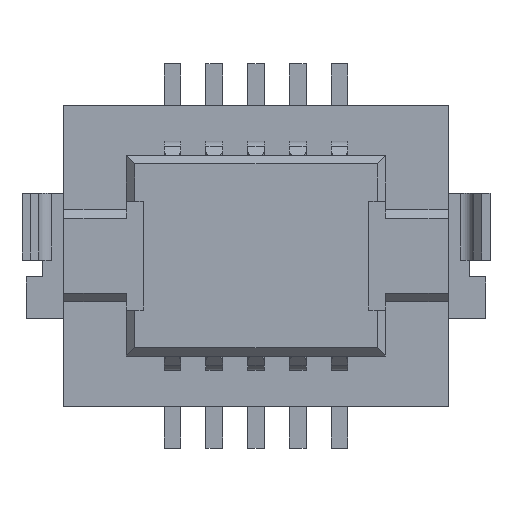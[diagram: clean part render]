
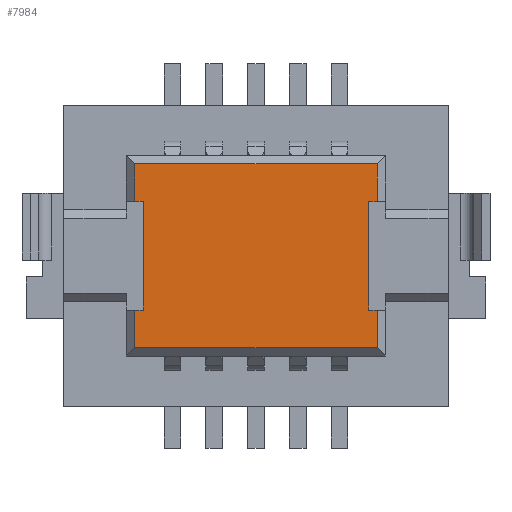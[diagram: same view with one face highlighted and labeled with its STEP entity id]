
A CAD part, top view. The second image highlights one B-rep face of the part: STEP entity #7984.
In plain terms, the highlighted planar face has unit normal (0, 0, 1).
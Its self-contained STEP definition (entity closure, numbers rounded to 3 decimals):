
#481=FACE_OUTER_BOUND('',#879,.T.);
#879=EDGE_LOOP('',(#6569,#6570,#6571,#6572,#6573,#6574,#6575,#6576,#6577,
#6578,#6579,#6580));
#1208=LINE('',#11091,#2214);
#1236=LINE('',#11151,#2242);
#1251=LINE('',#11180,#2257);
#1330=LINE('',#11349,#2336);
#1381=LINE('',#11468,#2387);
#1813=LINE('',#12434,#2819);
#1815=LINE('',#12438,#2821);
#1816=LINE('',#12440,#2822);
#1817=LINE('',#12442,#2823);
#1818=LINE('',#12444,#2824);
#1819=LINE('',#12446,#2825);
#1820=LINE('',#12447,#2826);
#2214=VECTOR('',#8956,1.);
#2242=VECTOR('',#8998,1.);
#2257=VECTOR('',#9021,1.);
#2336=VECTOR('',#9148,1.);
#2387=VECTOR('',#9257,1.);
#2819=VECTOR('',#10191,1.);
#2821=VECTOR('',#10195,1.);
#2822=VECTOR('',#10196,1.);
#2823=VECTOR('',#10197,1.);
#2824=VECTOR('',#10198,1.);
#2825=VECTOR('',#10199,1.);
#2826=VECTOR('',#10200,1.);
#3163=VERTEX_POINT('',#11088);
#3164=VERTEX_POINT('',#11090);
#3188=VERTEX_POINT('',#11149);
#3189=VERTEX_POINT('',#11150);
#3199=VERTEX_POINT('',#11178);
#3304=VERTEX_POINT('',#11467);
#3587=VERTEX_POINT('',#12433);
#3588=VERTEX_POINT('',#12437);
#3589=VERTEX_POINT('',#12439);
#3590=VERTEX_POINT('',#12441);
#3591=VERTEX_POINT('',#12443);
#3592=VERTEX_POINT('',#12445);
#3945=EDGE_CURVE('',#3164,#3163,#1208,.T.);
#3973=EDGE_CURVE('',#3188,#3189,#1236,.T.);
#3988=EDGE_CURVE('',#3163,#3199,#1251,.T.);
#4070=EDGE_CURVE('',#3199,#3188,#1330,.T.);
#4129=EDGE_CURVE('',#3304,#3164,#1381,.T.);
#4617=EDGE_CURVE('',#3304,#3587,#1813,.T.);
#4619=EDGE_CURVE('',#3189,#3588,#1815,.T.);
#4620=EDGE_CURVE('',#3588,#3589,#1816,.T.);
#4621=EDGE_CURVE('',#3589,#3590,#1817,.T.);
#4622=EDGE_CURVE('',#3590,#3591,#1818,.T.);
#4623=EDGE_CURVE('',#3591,#3592,#1819,.T.);
#4624=EDGE_CURVE('',#3592,#3587,#1820,.T.);
#6569=ORIENTED_EDGE('',*,*,#4619,.T.);
#6570=ORIENTED_EDGE('',*,*,#4620,.T.);
#6571=ORIENTED_EDGE('',*,*,#4621,.T.);
#6572=ORIENTED_EDGE('',*,*,#4622,.T.);
#6573=ORIENTED_EDGE('',*,*,#4623,.T.);
#6574=ORIENTED_EDGE('',*,*,#4624,.T.);
#6575=ORIENTED_EDGE('',*,*,#4617,.F.);
#6576=ORIENTED_EDGE('',*,*,#4129,.T.);
#6577=ORIENTED_EDGE('',*,*,#3945,.T.);
#6578=ORIENTED_EDGE('',*,*,#3988,.T.);
#6579=ORIENTED_EDGE('',*,*,#4070,.T.);
#6580=ORIENTED_EDGE('',*,*,#3973,.T.);
#7313=PLANE('',#8465);
#7984=ADVANCED_FACE('',(#481),#7313,.T.);
#8465=AXIS2_PLACEMENT_3D('',#12436,#10193,#10194);
#8956=DIRECTION('',(1.,0.,0.));
#8998=DIRECTION('',(0.,-1.,0.));
#9021=DIRECTION('',(0.,-1.,0.));
#9148=DIRECTION('',(-1.,0.,0.));
#9257=DIRECTION('',(0.,-1.,0.));
#10191=DIRECTION('',(1.,0.,0.));
#10193=DIRECTION('center_axis',(0.,0.,1.));
#10194=DIRECTION('ref_axis',(1.,0.,0.));
#10195=DIRECTION('',(1.,0.,0.));
#10196=DIRECTION('',(0.,1.,0.));
#10197=DIRECTION('',(-1.,0.,0.));
#10198=DIRECTION('',(0.,1.,0.));
#10199=DIRECTION('',(1.,0.,0.));
#10200=DIRECTION('',(0.,1.,0.));
#11088=CARTESIAN_POINT('',(-1.35,0.65,2.2));
#11090=CARTESIAN_POINT('',(-1.45,0.65,2.2));
#11091=CARTESIAN_POINT('',(1.4,0.65,2.2));
#11149=CARTESIAN_POINT('',(-1.45,-0.65,2.2));
#11150=CARTESIAN_POINT('',(-1.45,-1.1,2.2));
#11151=CARTESIAN_POINT('',(-1.45,-0.875,2.2));
#11178=CARTESIAN_POINT('',(-1.35,-0.65,2.2));
#11180=CARTESIAN_POINT('',(-1.35,-1.5,2.2));
#11349=CARTESIAN_POINT('',(1.4,-0.65,2.2));
#11467=CARTESIAN_POINT('',(-1.45,1.1,2.2));
#11468=CARTESIAN_POINT('',(-1.45,0.875,2.2));
#12433=CARTESIAN_POINT('',(1.45,1.1,2.2));
#12434=CARTESIAN_POINT('',(1.4,1.1,2.2));
#12436=CARTESIAN_POINT('Origin',(-1.1,-1.5,2.2));
#12437=CARTESIAN_POINT('',(1.45,-1.1,2.2));
#12438=CARTESIAN_POINT('',(1.4,-1.1,2.2));
#12439=CARTESIAN_POINT('',(1.45,-0.65,2.2));
#12440=CARTESIAN_POINT('',(1.45,-0.875,2.2));
#12441=CARTESIAN_POINT('',(1.35,-0.65,2.2));
#12442=CARTESIAN_POINT('',(-1.1,-0.65,2.2));
#12443=CARTESIAN_POINT('',(1.35,0.65,2.2));
#12444=CARTESIAN_POINT('',(1.35,-1.5,2.2));
#12445=CARTESIAN_POINT('',(1.45,0.65,2.2));
#12446=CARTESIAN_POINT('',(-1.1,0.65,2.2));
#12447=CARTESIAN_POINT('',(1.45,0.875,2.2));
